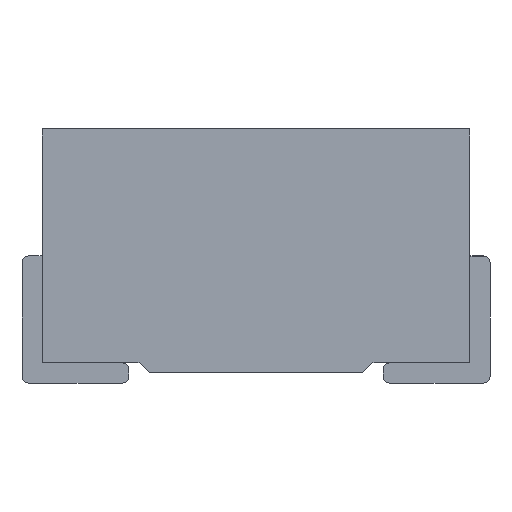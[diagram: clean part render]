
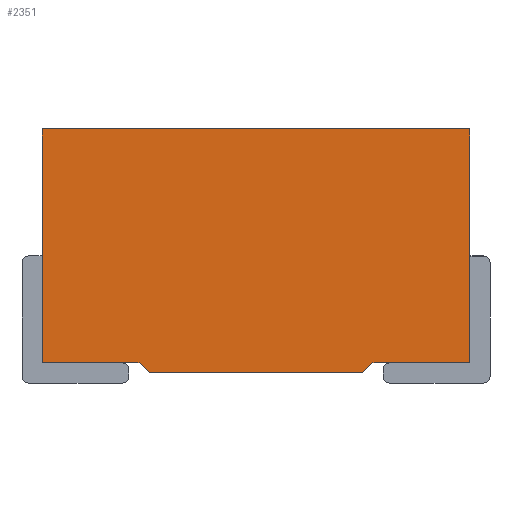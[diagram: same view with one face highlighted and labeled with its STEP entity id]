
A CAD part, front view. The second image highlights one B-rep face of the part: STEP entity #2351.
In plain terms, the highlighted planar face has unit normal (0, -1, 0).
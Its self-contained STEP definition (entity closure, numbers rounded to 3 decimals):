
#1378 = PLANE('',#1379);
#1379 = AXIS2_PLACEMENT_3D('',#1380,#1381,#1382);
#1380 = CARTESIAN_POINT('',(-1.6,1.35,1.9));
#1381 = DIRECTION('',(0.,0.,1.));
#1382 = DIRECTION('',(1.,0.,0.));
#1856 = VERTEX_POINT('',#1857);
#1857 = CARTESIAN_POINT('',(-1.6,-1.35,1.9));
#1871 = PLANE('',#1872);
#1872 = AXIS2_PLACEMENT_3D('',#1873,#1874,#1875);
#1873 = CARTESIAN_POINT('',(-1.6,-1.35,0.));
#1874 = DIRECTION('',(-1.,0.,0.));
#1875 = DIRECTION('',(0.,1.,0.));
#1883 = EDGE_CURVE('',#1884,#1856,#1886,.T.);
#1884 = VERTEX_POINT('',#1885);
#1885 = CARTESIAN_POINT('',(1.6,-1.35,1.9));
#1886 = SURFACE_CURVE('',#1887,(#1891,#1898),.PCURVE_S1.);
#1887 = LINE('',#1888,#1889);
#1888 = CARTESIAN_POINT('',(1.6,-1.35,1.9));
#1889 = VECTOR('',#1890,1.);
#1890 = DIRECTION('',(-1.,0.,0.));
#1891 = PCURVE('',#1378,#1892);
#1892 = DEFINITIONAL_REPRESENTATION('',(#1893),#1897);
#1893 = LINE('',#1894,#1895);
#1894 = CARTESIAN_POINT('',(3.2,-2.7));
#1895 = VECTOR('',#1896,1.);
#1896 = DIRECTION('',(-1.,0.));
#1897 = ( GEOMETRIC_REPRESENTATION_CONTEXT(2) 
PARAMETRIC_REPRESENTATION_CONTEXT() REPRESENTATION_CONTEXT('2D SPACE',''
  ) );
#1898 = PCURVE('',#1899,#1904);
#1899 = PLANE('',#1900);
#1900 = AXIS2_PLACEMENT_3D('',#1901,#1902,#1903);
#1901 = CARTESIAN_POINT('',(1.6,-1.35,0.));
#1902 = DIRECTION('',(0.,-1.,0.));
#1903 = DIRECTION('',(-1.,0.,0.));
#1904 = DEFINITIONAL_REPRESENTATION('',(#1905),#1909);
#1905 = LINE('',#1906,#1907);
#1906 = CARTESIAN_POINT('',(0.,-1.9));
#1907 = VECTOR('',#1908,1.);
#1908 = DIRECTION('',(1.,0.));
#1909 = ( GEOMETRIC_REPRESENTATION_CONTEXT(2) 
PARAMETRIC_REPRESENTATION_CONTEXT() REPRESENTATION_CONTEXT('2D SPACE',''
  ) );
#1925 = PLANE('',#1926);
#1926 = AXIS2_PLACEMENT_3D('',#1927,#1928,#1929);
#1927 = CARTESIAN_POINT('',(1.6,1.35,0.));
#1928 = DIRECTION('',(1.,0.,0.));
#1929 = DIRECTION('',(0.,-1.,0.));
#1974 = PLANE('',#1975);
#1975 = AXIS2_PLACEMENT_3D('',#1976,#1977,#1978);
#1976 = CARTESIAN_POINT('',(-1.6,-1.35,0.15));
#1977 = DIRECTION('',(0.,0.,-1.));
#1978 = DIRECTION('',(1.,0.,0.));
#2096 = PLANE('',#2097);
#2097 = AXIS2_PLACEMENT_3D('',#2098,#2099,#2100);
#2098 = CARTESIAN_POINT('',(1.6,-1.35,0.15));
#2099 = DIRECTION('',(0.,0.,1.));
#2100 = DIRECTION('',(-1.,0.,0.));
#2122 = PLANE('',#2123);
#2123 = AXIS2_PLACEMENT_3D('',#2124,#2125,#2126);
#2124 = CARTESIAN_POINT('',(0.875,-1.35,0.15));
#2125 = DIRECTION('',(-0.707,0.,0.707
    ));
#2126 = DIRECTION('',(-0.707,0.,
    -0.707));
#2148 = PLANE('',#2149);
#2149 = AXIS2_PLACEMENT_3D('',#2150,#2151,#2152);
#2150 = CARTESIAN_POINT('',(-0.8,-1.35,0.075));
#2151 = DIRECTION('',(0.,0.,-1.));
#2152 = DIRECTION('',(1.,0.,0.));
#2172 = PLANE('',#2173);
#2173 = AXIS2_PLACEMENT_3D('',#2174,#2175,#2176);
#2174 = CARTESIAN_POINT('',(-0.875,-1.35,0.15));
#2175 = DIRECTION('',(-0.707,0.,
    -0.707));
#2176 = DIRECTION('',(0.707,0.,
    -0.707));
#2236 = VERTEX_POINT('',#2237);
#2237 = CARTESIAN_POINT('',(1.6,-1.35,0.15));
#2260 = EDGE_CURVE('',#2236,#1884,#2261,.T.);
#2261 = SURFACE_CURVE('',#2262,(#2266,#2273),.PCURVE_S1.);
#2262 = LINE('',#2263,#2264);
#2263 = CARTESIAN_POINT('',(1.6,-1.35,0.));
#2264 = VECTOR('',#2265,1.);
#2265 = DIRECTION('',(0.,0.,1.));
#2266 = PCURVE('',#1925,#2267);
#2267 = DEFINITIONAL_REPRESENTATION('',(#2268),#2272);
#2268 = LINE('',#2269,#2270);
#2269 = CARTESIAN_POINT('',(2.7,0.));
#2270 = VECTOR('',#2271,1.);
#2271 = DIRECTION('',(0.,-1.));
#2272 = ( GEOMETRIC_REPRESENTATION_CONTEXT(2) 
PARAMETRIC_REPRESENTATION_CONTEXT() REPRESENTATION_CONTEXT('2D SPACE',''
  ) );
#2273 = PCURVE('',#1899,#2274);
#2274 = DEFINITIONAL_REPRESENTATION('',(#2275),#2279);
#2275 = LINE('',#2276,#2277);
#2276 = CARTESIAN_POINT('',(0.,0.));
#2277 = VECTOR('',#2278,1.);
#2278 = DIRECTION('',(0.,-1.));
#2279 = ( GEOMETRIC_REPRESENTATION_CONTEXT(2) 
PARAMETRIC_REPRESENTATION_CONTEXT() REPRESENTATION_CONTEXT('2D SPACE',''
  ) );
#2285 = VERTEX_POINT('',#2286);
#2286 = CARTESIAN_POINT('',(-1.6,-1.35,0.15));
#2307 = EDGE_CURVE('',#2285,#1856,#2308,.T.);
#2308 = SURFACE_CURVE('',#2309,(#2313,#2320),.PCURVE_S1.);
#2309 = LINE('',#2310,#2311);
#2310 = CARTESIAN_POINT('',(-1.6,-1.35,0.));
#2311 = VECTOR('',#2312,1.);
#2312 = DIRECTION('',(0.,0.,1.));
#2313 = PCURVE('',#1871,#2314);
#2314 = DEFINITIONAL_REPRESENTATION('',(#2315),#2319);
#2315 = LINE('',#2316,#2317);
#2316 = CARTESIAN_POINT('',(0.,0.));
#2317 = VECTOR('',#2318,1.);
#2318 = DIRECTION('',(0.,-1.));
#2319 = ( GEOMETRIC_REPRESENTATION_CONTEXT(2) 
PARAMETRIC_REPRESENTATION_CONTEXT() REPRESENTATION_CONTEXT('2D SPACE',''
  ) );
#2320 = PCURVE('',#1899,#2321);
#2321 = DEFINITIONAL_REPRESENTATION('',(#2322),#2326);
#2322 = LINE('',#2323,#2324);
#2323 = CARTESIAN_POINT('',(3.2,0.));
#2324 = VECTOR('',#2325,1.);
#2325 = DIRECTION('',(0.,-1.));
#2326 = ( GEOMETRIC_REPRESENTATION_CONTEXT(2) 
PARAMETRIC_REPRESENTATION_CONTEXT() REPRESENTATION_CONTEXT('2D SPACE',''
  ) );
#2351 = ADVANCED_FACE('',(#2352),#1899,.T.);
#2352 = FACE_BOUND('',#2353,.T.);
#2353 = EDGE_LOOP('',(#2354,#2377,#2378,#2379,#2380,#2403,#2426,#2449));
#2354 = ORIENTED_EDGE('',*,*,#2355,.F.);
#2355 = EDGE_CURVE('',#2236,#2356,#2358,.T.);
#2356 = VERTEX_POINT('',#2357);
#2357 = CARTESIAN_POINT('',(0.875,-1.35,0.15));
#2358 = SURFACE_CURVE('',#2359,(#2363,#2370),.PCURVE_S1.);
#2359 = LINE('',#2360,#2361);
#2360 = CARTESIAN_POINT('',(1.6,-1.35,0.15));
#2361 = VECTOR('',#2362,1.);
#2362 = DIRECTION('',(-1.,0.,0.));
#2363 = PCURVE('',#1899,#2364);
#2364 = DEFINITIONAL_REPRESENTATION('',(#2365),#2369);
#2365 = LINE('',#2366,#2367);
#2366 = CARTESIAN_POINT('',(0.,-0.15));
#2367 = VECTOR('',#2368,1.);
#2368 = DIRECTION('',(1.,0.));
#2369 = ( GEOMETRIC_REPRESENTATION_CONTEXT(2) 
PARAMETRIC_REPRESENTATION_CONTEXT() REPRESENTATION_CONTEXT('2D SPACE',''
  ) );
#2370 = PCURVE('',#2096,#2371);
#2371 = DEFINITIONAL_REPRESENTATION('',(#2372),#2376);
#2372 = LINE('',#2373,#2374);
#2373 = CARTESIAN_POINT('',(0.,0.));
#2374 = VECTOR('',#2375,1.);
#2375 = DIRECTION('',(1.,0.));
#2376 = ( GEOMETRIC_REPRESENTATION_CONTEXT(2) 
PARAMETRIC_REPRESENTATION_CONTEXT() REPRESENTATION_CONTEXT('2D SPACE',''
  ) );
#2377 = ORIENTED_EDGE('',*,*,#2260,.T.);
#2378 = ORIENTED_EDGE('',*,*,#1883,.T.);
#2379 = ORIENTED_EDGE('',*,*,#2307,.F.);
#2380 = ORIENTED_EDGE('',*,*,#2381,.T.);
#2381 = EDGE_CURVE('',#2285,#2382,#2384,.T.);
#2382 = VERTEX_POINT('',#2383);
#2383 = CARTESIAN_POINT('',(-0.875,-1.35,0.15));
#2384 = SURFACE_CURVE('',#2385,(#2389,#2396),.PCURVE_S1.);
#2385 = LINE('',#2386,#2387);
#2386 = CARTESIAN_POINT('',(-1.6,-1.35,0.15));
#2387 = VECTOR('',#2388,1.);
#2388 = DIRECTION('',(1.,0.,0.));
#2389 = PCURVE('',#1899,#2390);
#2390 = DEFINITIONAL_REPRESENTATION('',(#2391),#2395);
#2391 = LINE('',#2392,#2393);
#2392 = CARTESIAN_POINT('',(3.2,-0.15));
#2393 = VECTOR('',#2394,1.);
#2394 = DIRECTION('',(-1.,0.));
#2395 = ( GEOMETRIC_REPRESENTATION_CONTEXT(2) 
PARAMETRIC_REPRESENTATION_CONTEXT() REPRESENTATION_CONTEXT('2D SPACE',''
  ) );
#2396 = PCURVE('',#1974,#2397);
#2397 = DEFINITIONAL_REPRESENTATION('',(#2398),#2402);
#2398 = LINE('',#2399,#2400);
#2399 = CARTESIAN_POINT('',(0.,0.));
#2400 = VECTOR('',#2401,1.);
#2401 = DIRECTION('',(1.,0.));
#2402 = ( GEOMETRIC_REPRESENTATION_CONTEXT(2) 
PARAMETRIC_REPRESENTATION_CONTEXT() REPRESENTATION_CONTEXT('2D SPACE',''
  ) );
#2403 = ORIENTED_EDGE('',*,*,#2404,.T.);
#2404 = EDGE_CURVE('',#2382,#2405,#2407,.T.);
#2405 = VERTEX_POINT('',#2406);
#2406 = CARTESIAN_POINT('',(-0.8,-1.35,0.075));
#2407 = SURFACE_CURVE('',#2408,(#2412,#2419),.PCURVE_S1.);
#2408 = LINE('',#2409,#2410);
#2409 = CARTESIAN_POINT('',(-0.875,-1.35,0.15));
#2410 = VECTOR('',#2411,1.);
#2411 = DIRECTION('',(0.707,0.,
    -0.707));
#2412 = PCURVE('',#1899,#2413);
#2413 = DEFINITIONAL_REPRESENTATION('',(#2414),#2418);
#2414 = LINE('',#2415,#2416);
#2415 = CARTESIAN_POINT('',(2.475,-0.15));
#2416 = VECTOR('',#2417,1.);
#2417 = DIRECTION('',(-0.707,0.707));
#2418 = ( GEOMETRIC_REPRESENTATION_CONTEXT(2) 
PARAMETRIC_REPRESENTATION_CONTEXT() REPRESENTATION_CONTEXT('2D SPACE',''
  ) );
#2419 = PCURVE('',#2172,#2420);
#2420 = DEFINITIONAL_REPRESENTATION('',(#2421),#2425);
#2421 = LINE('',#2422,#2423);
#2422 = CARTESIAN_POINT('',(0.,0.));
#2423 = VECTOR('',#2424,1.);
#2424 = DIRECTION('',(1.,0.));
#2425 = ( GEOMETRIC_REPRESENTATION_CONTEXT(2) 
PARAMETRIC_REPRESENTATION_CONTEXT() REPRESENTATION_CONTEXT('2D SPACE',''
  ) );
#2426 = ORIENTED_EDGE('',*,*,#2427,.T.);
#2427 = EDGE_CURVE('',#2405,#2428,#2430,.T.);
#2428 = VERTEX_POINT('',#2429);
#2429 = CARTESIAN_POINT('',(0.8,-1.35,0.075));
#2430 = SURFACE_CURVE('',#2431,(#2435,#2442),.PCURVE_S1.);
#2431 = LINE('',#2432,#2433);
#2432 = CARTESIAN_POINT('',(-0.8,-1.35,0.075));
#2433 = VECTOR('',#2434,1.);
#2434 = DIRECTION('',(1.,0.,0.));
#2435 = PCURVE('',#1899,#2436);
#2436 = DEFINITIONAL_REPRESENTATION('',(#2437),#2441);
#2437 = LINE('',#2438,#2439);
#2438 = CARTESIAN_POINT('',(2.4,-0.075));
#2439 = VECTOR('',#2440,1.);
#2440 = DIRECTION('',(-1.,0.));
#2441 = ( GEOMETRIC_REPRESENTATION_CONTEXT(2) 
PARAMETRIC_REPRESENTATION_CONTEXT() REPRESENTATION_CONTEXT('2D SPACE',''
  ) );
#2442 = PCURVE('',#2148,#2443);
#2443 = DEFINITIONAL_REPRESENTATION('',(#2444),#2448);
#2444 = LINE('',#2445,#2446);
#2445 = CARTESIAN_POINT('',(0.,0.));
#2446 = VECTOR('',#2447,1.);
#2447 = DIRECTION('',(1.,0.));
#2448 = ( GEOMETRIC_REPRESENTATION_CONTEXT(2) 
PARAMETRIC_REPRESENTATION_CONTEXT() REPRESENTATION_CONTEXT('2D SPACE',''
  ) );
#2449 = ORIENTED_EDGE('',*,*,#2450,.F.);
#2450 = EDGE_CURVE('',#2356,#2428,#2451,.T.);
#2451 = SURFACE_CURVE('',#2452,(#2456,#2463),.PCURVE_S1.);
#2452 = LINE('',#2453,#2454);
#2453 = CARTESIAN_POINT('',(0.875,-1.35,0.15));
#2454 = VECTOR('',#2455,1.);
#2455 = DIRECTION('',(-0.707,0.,
    -0.707));
#2456 = PCURVE('',#1899,#2457);
#2457 = DEFINITIONAL_REPRESENTATION('',(#2458),#2462);
#2458 = LINE('',#2459,#2460);
#2459 = CARTESIAN_POINT('',(0.725,-0.15));
#2460 = VECTOR('',#2461,1.);
#2461 = DIRECTION('',(0.707,0.707));
#2462 = ( GEOMETRIC_REPRESENTATION_CONTEXT(2) 
PARAMETRIC_REPRESENTATION_CONTEXT() REPRESENTATION_CONTEXT('2D SPACE',''
  ) );
#2463 = PCURVE('',#2122,#2464);
#2464 = DEFINITIONAL_REPRESENTATION('',(#2465),#2469);
#2465 = LINE('',#2466,#2467);
#2466 = CARTESIAN_POINT('',(0.,0.));
#2467 = VECTOR('',#2468,1.);
#2468 = DIRECTION('',(1.,0.));
#2469 = ( GEOMETRIC_REPRESENTATION_CONTEXT(2) 
PARAMETRIC_REPRESENTATION_CONTEXT() REPRESENTATION_CONTEXT('2D SPACE',''
  ) );
